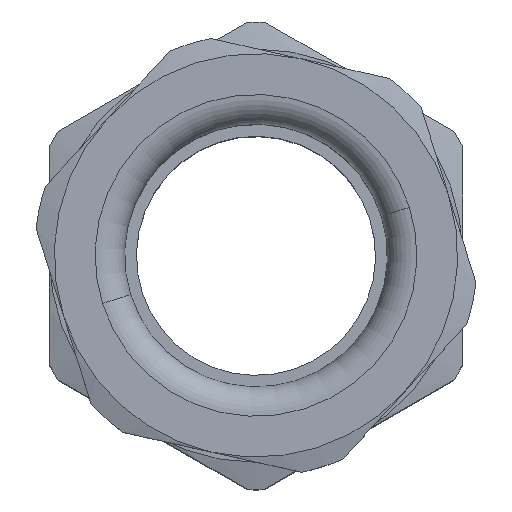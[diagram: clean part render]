
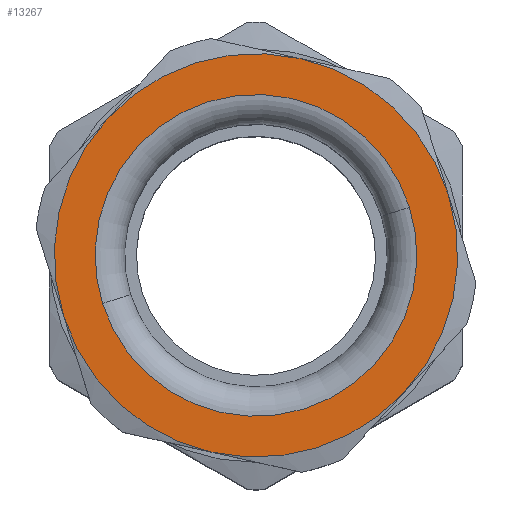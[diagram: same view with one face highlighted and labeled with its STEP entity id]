
A CAD part, top view. The second image highlights one B-rep face of the part: STEP entity #13267.
In plain terms, the highlighted face is planar.
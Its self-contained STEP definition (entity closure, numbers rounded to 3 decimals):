
#51 = DIRECTION ( 'NONE',  ( 0., 0., -1. ) ) ;
#94 = CIRCLE ( 'NONE', #27355, 20.5 ) ;
#564 = VERTEX_POINT ( 'NONE', #6052 ) ;
#592 = DIRECTION ( 'NONE',  ( 0., 0., -1. ) ) ;
#799 = EDGE_CURVE ( 'NONE', #564, #16590, #5195, .T. ) ;
#943 = FACE_OUTER_BOUND ( 'NONE', #16399, .T. ) ;
#1206 = DIRECTION ( 'NONE',  ( 0., -1., 0. ) ) ;
#1668 = EDGE_LOOP ( 'NONE', ( #20850, #19381 ) ) ;
#1890 = ORIENTED_EDGE ( 'NONE', *, *, #799, .F. ) ;
#2142 = EDGE_CURVE ( 'NONE', #16086, #5942, #4728, .T. ) ;
#2985 = CARTESIAN_POINT ( 'NONE',  ( 0., 5., 0. ) ) ;
#3064 = DIRECTION ( 'NONE',  ( 0., -1., 0. ) ) ;
#3087 = CARTESIAN_POINT ( 'NONE',  ( 0., 5., 0. ) ) ;
#3711 = AXIS2_PLACEMENT_3D ( 'NONE', #2985, #29324, #22654 ) ;
#3857 = CARTESIAN_POINT ( 'NONE',  ( 0., 5., 0. ) ) ;
#3923 = AXIS2_PLACEMENT_3D ( 'NONE', #29339, #19440, #19289 ) ;
#4689 = CIRCLE ( 'NONE', #22014, 16.35 ) ;
#4728 = CIRCLE ( 'NONE', #9181, 20.5 ) ;
#5195 = CIRCLE ( 'NONE', #22513, 20.5 ) ;
#5307 = FACE_BOUND ( 'NONE', #1668, .T. ) ;
#5416 = ORIENTED_EDGE ( 'NONE', *, *, #23672, .F. ) ;
#5528 = EDGE_CURVE ( 'NONE', #14356, #16354, #6762, .T. ) ;
#5579 = CARTESIAN_POINT ( 'NONE',  ( 0., 5., 0. ) ) ;
#5942 = VERTEX_POINT ( 'NONE', #16392 ) ;
#6052 = CARTESIAN_POINT ( 'NONE',  ( 17.754, 5., 10.25 ) ) ;
#6341 = CARTESIAN_POINT ( 'NONE',  ( 0., 5., 0. ) ) ;
#6762 = CIRCLE ( 'NONE', #8749, 16.35 ) ;
#8749 = AXIS2_PLACEMENT_3D ( 'NONE', #5579, #13180, #17985 ) ;
#9181 = AXIS2_PLACEMENT_3D ( 'NONE', #16604, #1206, #27262 ) ;
#9646 = VERTEX_POINT ( 'NONE', #13402 ) ;
#9902 = CARTESIAN_POINT ( 'NONE',  ( 0., 5., 0. ) ) ;
#10145 = CARTESIAN_POINT ( 'NONE',  ( 0., 5., 20.5 ) ) ;
#11883 = DIRECTION ( 'NONE',  ( 0., -1., 0. ) ) ;
#11998 = EDGE_CURVE ( 'NONE', #16354, #14356, #4689, .T. ) ;
#13180 = DIRECTION ( 'NONE',  ( 0., -1., 0. ) ) ;
#13267 = ADVANCED_FACE ( 'NONE', ( #5307, #943 ), #19876, .T. ) ;
#13402 = CARTESIAN_POINT ( 'NONE',  ( 17.754, 5., -10.25 ) ) ;
#13481 = DIRECTION ( 'NONE',  ( 0., 0., -1. ) ) ;
#13734 = EDGE_CURVE ( 'NONE', #5942, #30542, #24456, .T. ) ;
#14017 = EDGE_CURVE ( 'NONE', #16590, #16086, #29898, .T. ) ;
#14356 = VERTEX_POINT ( 'NONE', #16907 ) ;
#16086 = VERTEX_POINT ( 'NONE', #21942 ) ;
#16105 = ORIENTED_EDGE ( 'NONE', *, *, #22101, .F. ) ;
#16354 = VERTEX_POINT ( 'NONE', #18514 ) ;
#16392 = CARTESIAN_POINT ( 'NONE',  ( -17.754, 5., -10.25 ) ) ;
#16399 = EDGE_LOOP ( 'NONE', ( #19217, #1890, #16105, #5416, #28493, #18840 ) ) ;
#16590 = VERTEX_POINT ( 'NONE', #10145 ) ;
#16604 = CARTESIAN_POINT ( 'NONE',  ( 0., 5., 0. ) ) ;
#16815 = CIRCLE ( 'NONE', #3923, 20.5 ) ;
#16907 = CARTESIAN_POINT ( 'NONE',  ( 0., 5., -16.35 ) ) ;
#17042 = DIRECTION ( 'NONE',  ( 0., 0., 1. ) ) ;
#17985 = DIRECTION ( 'NONE',  ( 0., 0., 1. ) ) ;
#18514 = CARTESIAN_POINT ( 'NONE',  ( 0., 5., 16.35 ) ) ;
#18840 = ORIENTED_EDGE ( 'NONE', *, *, #2142, .F. ) ;
#19217 = ORIENTED_EDGE ( 'NONE', *, *, #14017, .F. ) ;
#19289 = DIRECTION ( 'NONE',  ( 0., 0., -1. ) ) ;
#19381 = ORIENTED_EDGE ( 'NONE', *, *, #5528, .T. ) ;
#19440 = DIRECTION ( 'NONE',  ( 0., -1., 0. ) ) ;
#19513 = AXIS2_PLACEMENT_3D ( 'NONE', #24300, #3064, #26472 ) ;
#19876 = PLANE ( 'NONE',  #3711 ) ;
#20500 = CARTESIAN_POINT ( 'NONE',  ( 0., 5., -20.5 ) ) ;
#20850 = ORIENTED_EDGE ( 'NONE', *, *, #11998, .T. ) ;
#21942 = CARTESIAN_POINT ( 'NONE',  ( -17.754, 5., 10.25 ) ) ;
#22014 = AXIS2_PLACEMENT_3D ( 'NONE', #9902, #26636, #17042 ) ;
#22101 = EDGE_CURVE ( 'NONE', #9646, #564, #94, .T. ) ;
#22513 = AXIS2_PLACEMENT_3D ( 'NONE', #3087, #24173, #592 ) ;
#22654 = DIRECTION ( 'NONE',  ( 0., 0., 1. ) ) ;
#23478 = AXIS2_PLACEMENT_3D ( 'NONE', #6341, #27571, #13481 ) ;
#23672 = EDGE_CURVE ( 'NONE', #30542, #9646, #16815, .T. ) ;
#24173 = DIRECTION ( 'NONE',  ( 0., -1., 0. ) ) ;
#24300 = CARTESIAN_POINT ( 'NONE',  ( 0., 5., 0. ) ) ;
#24456 = CIRCLE ( 'NONE', #23478, 20.5 ) ;
#26472 = DIRECTION ( 'NONE',  ( 0., 0., -1. ) ) ;
#26636 = DIRECTION ( 'NONE',  ( 0., -1., 0. ) ) ;
#27262 = DIRECTION ( 'NONE',  ( 0., 0., -1. ) ) ;
#27355 = AXIS2_PLACEMENT_3D ( 'NONE', #3857, #11883, #51 ) ;
#27571 = DIRECTION ( 'NONE',  ( 0., -1., 0. ) ) ;
#28493 = ORIENTED_EDGE ( 'NONE', *, *, #13734, .F. ) ;
#29324 = DIRECTION ( 'NONE',  ( 0., 1., 0. ) ) ;
#29339 = CARTESIAN_POINT ( 'NONE',  ( 0., 5., 0. ) ) ;
#29898 = CIRCLE ( 'NONE', #19513, 20.5 ) ;
#30542 = VERTEX_POINT ( 'NONE', #20500 ) ;
